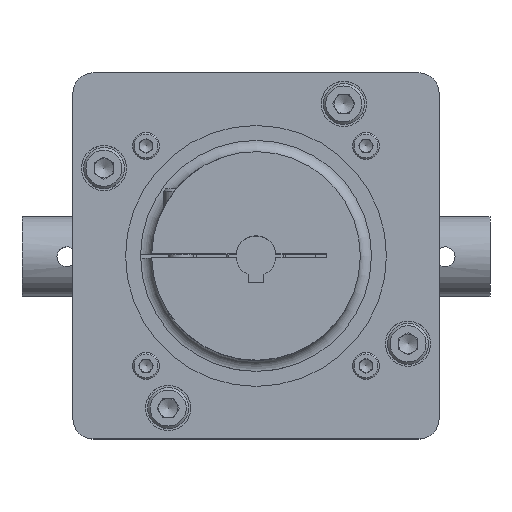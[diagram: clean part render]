
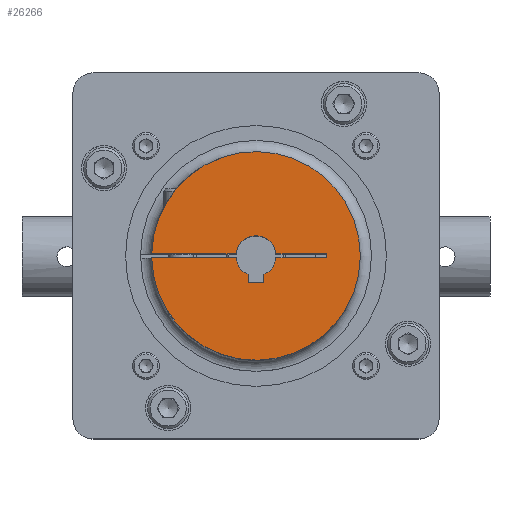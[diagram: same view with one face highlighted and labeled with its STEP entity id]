
A CAD part, top view. The second image highlights one B-rep face of the part: STEP entity #26266.
In plain terms, the highlighted planar face has unit normal (0, 0, 1).
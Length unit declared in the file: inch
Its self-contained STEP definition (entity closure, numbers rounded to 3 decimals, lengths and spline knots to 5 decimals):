
#391 = AXIS2_PLACEMENT_3D ( 'NONE', #11542, #20988, #31588 ) ;
#469 = LINE ( 'NONE', #20679, #8493 ) ;
#801 = CARTESIAN_POINT ( 'NONE',  ( -1.29876, -0.025, 7.21588 ) ) ;
#1074 = CIRCLE ( 'NONE', #9549, 0.25 ) ;
#1304 = CARTESIAN_POINT ( 'NONE',  ( 0.24875, 0.025, 7.21588 ) ) ;
#1358 = VERTEX_POINT ( 'NONE', #801 ) ;
#1955 = VECTOR ( 'NONE', #2850, 39.37008 ) ;
#2065 = VECTOR ( 'NONE', #16571, 39.37008 ) ;
#2098 = VECTOR ( 'NONE', #14730, 39.37008 ) ;
#2152 = CARTESIAN_POINT ( 'NONE',  ( 0.875, 0.025, 7.21588 ) ) ;
#2641 = ORIENTED_EDGE ( 'NONE', *, *, #11567, .F. ) ;
#2850 = DIRECTION ( 'NONE',  ( 1., 0., 0. ) ) ;
#3778 = CARTESIAN_POINT ( 'NONE',  ( -1.29876, 0.025, 7.21588 ) ) ;
#4148 = CARTESIAN_POINT ( 'NONE',  ( 0.09845, -0.2298, 7.21588 ) ) ;
#4222 = DIRECTION ( 'NONE',  ( 1., 0., 0. ) ) ;
#4435 = CARTESIAN_POINT ( 'NONE',  ( 0.875, 0.025, 7.21588 ) ) ;
#4829 = VERTEX_POINT ( 'NONE', #1304 ) ;
#4919 = EDGE_CURVE ( 'NONE', #17741, #11318, #23840, .T. ) ;
#5038 = EDGE_CURVE ( 'NONE', #24886, #4829, #7087, .T. ) ;
#5264 = DIRECTION ( 'NONE',  ( 0., -1., 0. ) ) ;
#5858 = EDGE_CURVE ( 'NONE', #7011, #8736, #1074, .T. ) ;
#6057 = DIRECTION ( 'NONE',  ( -1., 0., 0. ) ) ;
#6220 = DIRECTION ( 'NONE',  ( 0., 0., 1. ) ) ;
#6412 = EDGE_CURVE ( 'NONE', #8736, #17741, #469, .T. ) ;
#6782 = LINE ( 'NONE', #7104, #2065 ) ;
#7011 = VERTEX_POINT ( 'NONE', #13507 ) ;
#7087 = LINE ( 'NONE', #4435, #2098 ) ;
#7104 = CARTESIAN_POINT ( 'NONE',  ( 0.875, 0.025, 7.21588 ) ) ;
#7321 = DIRECTION ( 'NONE',  ( 1., 0., 0. ) ) ;
#8493 = VECTOR ( 'NONE', #5264, 39.37008 ) ;
#8736 = VERTEX_POINT ( 'NONE', #15591 ) ;
#8971 = EDGE_CURVE ( 'NONE', #1358, #7011, #20176, .T. ) ;
#9549 = AXIS2_PLACEMENT_3D ( 'NONE', #19770, #19282, #29891 ) ;
#9743 = DIRECTION ( 'NONE',  ( 0., 0., 1. ) ) ;
#10074 = CARTESIAN_POINT ( 'NONE',  ( 0.875, -0.025, 7.21588 ) ) ;
#10142 = PLANE ( 'NONE',  #20244 ) ;
#10673 = VERTEX_POINT ( 'NONE', #22586 ) ;
#10747 = EDGE_CURVE ( 'NONE', #11318, #29426, #12173, .T. ) ;
#11186 = ORIENTED_EDGE ( 'NONE', *, *, #6412, .F. ) ;
#11318 = VERTEX_POINT ( 'NONE', #18096 ) ;
#11542 = CARTESIAN_POINT ( 'NONE',  ( 0., 0., 7.21588 ) ) ;
#11567 = EDGE_CURVE ( 'NONE', #26709, #24886, #6782, .T. ) ;
#12173 = LINE ( 'NONE', #25084, #27434 ) ;
#12311 = FACE_OUTER_BOUND ( 'NONE', #16321, .T. ) ;
#12581 = DIRECTION ( 'NONE',  ( 1., 0., 0. ) ) ;
#13507 = CARTESIAN_POINT ( 'NONE',  ( -0.24875, -0.025, 7.21588 ) ) ;
#13610 = ORIENTED_EDGE ( 'NONE', *, *, #4919, .F. ) ;
#14690 = CIRCLE ( 'NONE', #391, 1.299 ) ;
#14730 = DIRECTION ( 'NONE',  ( -1., 0., 0. ) ) ;
#14806 = DIRECTION ( 'NONE',  ( 0., 0., 1. ) ) ;
#15377 = CARTESIAN_POINT ( 'NONE',  ( 0.875, -0.025, 7.21588 ) ) ;
#15591 = CARTESIAN_POINT ( 'NONE',  ( -0.09845, -0.2298, 7.21588 ) ) ;
#15873 = CARTESIAN_POINT ( 'NONE',  ( 0.875, 0.025, 7.21588 ) ) ;
#16072 = DIRECTION ( 'NONE',  ( 1., 0., 0. ) ) ;
#16321 = EDGE_LOOP ( 'NONE', ( #24430, #13610, #11186, #19262, #27436, #17022, #23220, #30864, #23118, #2641, #26051, #17375 ) ) ;
#16395 = CARTESIAN_POINT ( 'NONE',  ( -0.09845, -0.3287, 7.21588 ) ) ;
#16447 = CIRCLE ( 'NONE', #19092, 0.25 ) ;
#16571 = DIRECTION ( 'NONE',  ( 0., 1., 0. ) ) ;
#17022 = ORIENTED_EDGE ( 'NONE', *, *, #22610, .T. ) ;
#17146 = DIRECTION ( 'NONE',  ( 0., 1., 0. ) ) ;
#17375 = ORIENTED_EDGE ( 'NONE', *, *, #28904, .F. ) ;
#17618 = CARTESIAN_POINT ( 'NONE',  ( 0., 0., 7.21588 ) ) ;
#17741 = VERTEX_POINT ( 'NONE', #26842 ) ;
#18096 = CARTESIAN_POINT ( 'NONE',  ( 0.09845, -0.3287, 7.21588 ) ) ;
#18113 = LINE ( 'NONE', #28221, #1955 ) ;
#19092 = AXIS2_PLACEMENT_3D ( 'NONE', #19152, #6220, #4222 ) ;
#19152 = CARTESIAN_POINT ( 'NONE',  ( 0., 0., 7.21588 ) ) ;
#19262 = ORIENTED_EDGE ( 'NONE', *, *, #5858, .F. ) ;
#19282 = DIRECTION ( 'NONE',  ( 0., 0., 1. ) ) ;
#19770 = CARTESIAN_POINT ( 'NONE',  ( 0., 0., 7.21588 ) ) ;
#20176 = LINE ( 'NONE', #10074, #21926 ) ;
#20244 = AXIS2_PLACEMENT_3D ( 'NONE', #17618, #14806, #7321 ) ;
#20679 = CARTESIAN_POINT ( 'NONE',  ( -0.09845, 0.2298, 7.21588 ) ) ;
#20831 = LINE ( 'NONE', #15873, #26090 ) ;
#20988 = DIRECTION ( 'NONE',  ( 0., 0., 1. ) ) ;
#21554 = DIRECTION ( 'NONE',  ( 1., 0., 0. ) ) ;
#21926 = VECTOR ( 'NONE', #12581, 39.37008 ) ;
#22082 = EDGE_CURVE ( 'NONE', #10673, #26709, #18113, .T. ) ;
#22229 = EDGE_CURVE ( 'NONE', #4829, #24931, #32652, .T. ) ;
#22586 = CARTESIAN_POINT ( 'NONE',  ( 0.24875, -0.025, 7.21588 ) ) ;
#22610 = EDGE_CURVE ( 'NONE', #1358, #26463, #14690, .T. ) ;
#23118 = ORIENTED_EDGE ( 'NONE', *, *, #5038, .F. ) ;
#23220 = ORIENTED_EDGE ( 'NONE', *, *, #26911, .F. ) ;
#23663 = AXIS2_PLACEMENT_3D ( 'NONE', #26209, #9743, #21554 ) ;
#23840 = LINE ( 'NONE', #16395, #24288 ) ;
#24288 = VECTOR ( 'NONE', #16072, 39.37008 ) ;
#24430 = ORIENTED_EDGE ( 'NONE', *, *, #10747, .F. ) ;
#24886 = VERTEX_POINT ( 'NONE', #2152 ) ;
#24931 = VERTEX_POINT ( 'NONE', #29515 ) ;
#25084 = CARTESIAN_POINT ( 'NONE',  ( 0.09845, 0.2298, 7.21588 ) ) ;
#26051 = ORIENTED_EDGE ( 'NONE', *, *, #22082, .F. ) ;
#26090 = VECTOR ( 'NONE', #6057, 39.37008 ) ;
#26209 = CARTESIAN_POINT ( 'NONE',  ( 0., 0., 7.21588 ) ) ;
#26266 = ADVANCED_FACE ( 'NONE', ( #12311 ), #10142, .T. ) ;
#26463 = VERTEX_POINT ( 'NONE', #3778 ) ;
#26709 = VERTEX_POINT ( 'NONE', #15377 ) ;
#26842 = CARTESIAN_POINT ( 'NONE',  ( -0.09845, -0.3287, 7.21588 ) ) ;
#26911 = EDGE_CURVE ( 'NONE', #24931, #26463, #20831, .T. ) ;
#27434 = VECTOR ( 'NONE', #17146, 39.37008 ) ;
#27436 = ORIENTED_EDGE ( 'NONE', *, *, #8971, .F. ) ;
#28221 = CARTESIAN_POINT ( 'NONE',  ( 0.875, -0.025, 7.21588 ) ) ;
#28904 = EDGE_CURVE ( 'NONE', #29426, #10673, #16447, .T. ) ;
#29426 = VERTEX_POINT ( 'NONE', #4148 ) ;
#29515 = CARTESIAN_POINT ( 'NONE',  ( -0.24875, 0.025, 7.21588 ) ) ;
#29891 = DIRECTION ( 'NONE',  ( 1., 0., 0. ) ) ;
#30864 = ORIENTED_EDGE ( 'NONE', *, *, #22229, .F. ) ;
#31588 = DIRECTION ( 'NONE',  ( 1., 0., 0. ) ) ;
#32652 = CIRCLE ( 'NONE', #23663, 0.25 ) ;
